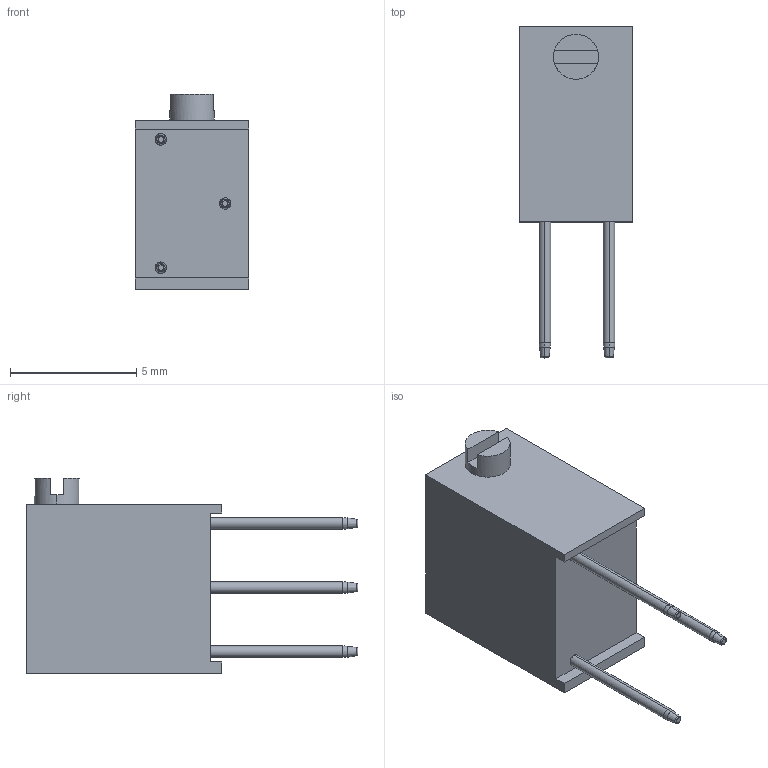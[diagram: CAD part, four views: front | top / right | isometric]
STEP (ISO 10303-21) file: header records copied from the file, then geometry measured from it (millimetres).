
FILE_DESCRIPTION (( 'STEP AP214' ),'1' );
FILE_NAME ('PV37X100C01B00.STEP','2022-02-22T05:17:03',( '' ),( '' ),'SwSTEP 2.0','SolidWorks 2017','' );
FILE_SCHEMA (( 'AUTOMOTIVE_DESIGN' ));
Length unit declared in the file: inch
Products named in the file (1): PV37X100C01B00
Bounding box: 4.5 x 13.13 x 7.72 mm (x, y, z)
Volume: 226.2 mm3; surface area: 270.2 mm2
Topology: 5 solids, 5 shells, 48 faces, 96 edges, 58 vertices
Faces by surface type: plane 22, torus 12, cylinder 8, cone 6
Entity records: 885 total; most frequent: ORIENTED_EDGE 192, CARTESIAN_POINT 123, EDGE_CURVE 96, AXIS2_PLACEMENT_3D 59, VERTEX_POINT 58, ADVANCED_FACE 48, FACE_OUTER_BOUND 48, EDGE_LOOP 48
